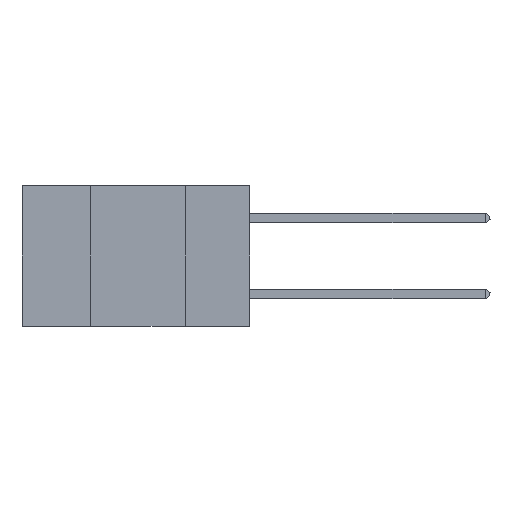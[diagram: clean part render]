
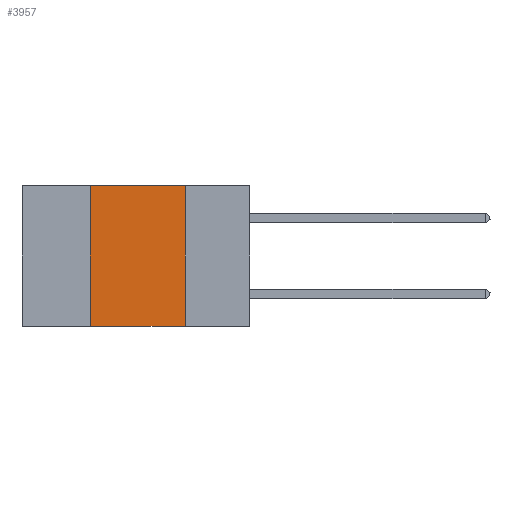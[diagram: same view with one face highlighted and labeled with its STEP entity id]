
A CAD part, left-side view. The second image highlights one B-rep face of the part: STEP entity #3957.
In plain terms, the highlighted planar face has unit normal (-1, 0, 0).
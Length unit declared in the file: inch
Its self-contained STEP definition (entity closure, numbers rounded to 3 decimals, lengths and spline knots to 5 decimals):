
#52 = DIRECTION ( 'NONE',  ( 0., 0., -1. ) ) ;
#769 = ORIENTED_EDGE ( 'NONE', *, *, #5978, .F. ) ;
#777 = CARTESIAN_POINT ( 'NONE',  ( 0., 0.6, 0. ) ) ;
#785 = LINE ( 'NONE', #2319, #11205 ) ;
#1154 = LINE ( 'NONE', #11761, #3826 ) ;
#2319 = CARTESIAN_POINT ( 'NONE',  ( 0., 0.6, -0.37 ) ) ;
#2346 = EDGE_CURVE ( 'NONE', #3777, #6326, #1154, .T. ) ;
#2500 = VERTEX_POINT ( 'NONE', #7211 ) ;
#2865 = CARTESIAN_POINT ( 'NONE',  ( 0., 0.17, 0. ) ) ;
#2881 = LINE ( 'NONE', #5847, #5062 ) ;
#3777 = VERTEX_POINT ( 'NONE', #2865 ) ;
#3826 = VECTOR ( 'NONE', #52, 39.37008 ) ;
#3957 = ADVANCED_FACE ( 'NONE', ( #7322 ), #8160, .F. ) ;
#4454 = EDGE_LOOP ( 'NONE', ( #8780, #769, #6556, #11480 ) ) ;
#5062 = VECTOR ( 'NONE', #11447, 39.37008 ) ;
#5240 = LINE ( 'NONE', #9695, #10050 ) ;
#5467 = AXIS2_PLACEMENT_3D ( 'NONE', #777, #11304, #11191 ) ;
#5847 = CARTESIAN_POINT ( 'NONE',  ( 0., 0.42, 0. ) ) ;
#5978 = EDGE_CURVE ( 'NONE', #2500, #3777, #5240, .T. ) ;
#6326 = VERTEX_POINT ( 'NONE', #12890 ) ;
#6381 = CARTESIAN_POINT ( 'NONE',  ( 0., 0.42, -0.37 ) ) ;
#6556 = ORIENTED_EDGE ( 'NONE', *, *, #11651, .F. ) ;
#7211 = CARTESIAN_POINT ( 'NONE',  ( 0., 0.42, 0. ) ) ;
#7322 = FACE_OUTER_BOUND ( 'NONE', #4454, .T. ) ;
#7585 = DIRECTION ( 'NONE',  ( 0., -1., 0. ) ) ;
#8160 = PLANE ( 'NONE',  #5467 ) ;
#8780 = ORIENTED_EDGE ( 'NONE', *, *, #2346, .F. ) ;
#9695 = CARTESIAN_POINT ( 'NONE',  ( 0., 0.6, 0. ) ) ;
#10050 = VECTOR ( 'NONE', #10595, 39.37008 ) ;
#10595 = DIRECTION ( 'NONE',  ( 0., -1., 0. ) ) ;
#10696 = EDGE_CURVE ( 'NONE', #12180, #6326, #785, .T. ) ;
#11191 = DIRECTION ( 'NONE',  ( 0., 0., -1. ) ) ;
#11205 = VECTOR ( 'NONE', #7585, 39.37008 ) ;
#11304 = DIRECTION ( 'NONE',  ( 1., 0., 0. ) ) ;
#11447 = DIRECTION ( 'NONE',  ( 0., 0., 1. ) ) ;
#11480 = ORIENTED_EDGE ( 'NONE', *, *, #10696, .T. ) ;
#11651 = EDGE_CURVE ( 'NONE', #12180, #2500, #2881, .T. ) ;
#11761 = CARTESIAN_POINT ( 'NONE',  ( 0., 0.17, 0. ) ) ;
#12180 = VERTEX_POINT ( 'NONE', #6381 ) ;
#12890 = CARTESIAN_POINT ( 'NONE',  ( 0., 0.17, -0.37 ) ) ;
